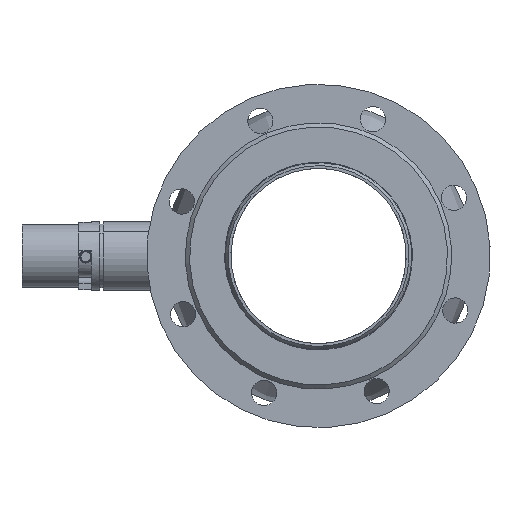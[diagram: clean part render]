
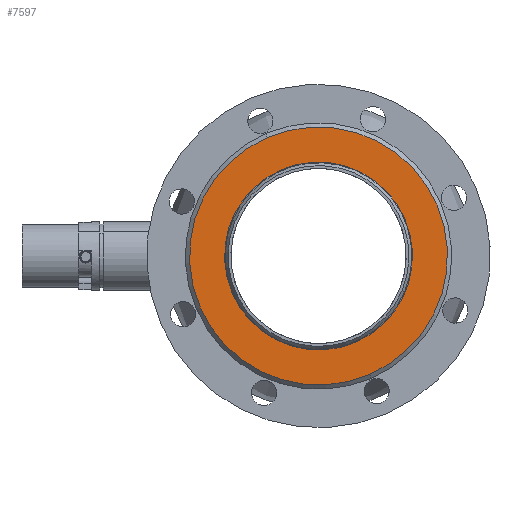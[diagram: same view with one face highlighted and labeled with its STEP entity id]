
A CAD part, left-side view. The second image highlights one B-rep face of the part: STEP entity #7597.
In plain terms, the highlighted face is planar.
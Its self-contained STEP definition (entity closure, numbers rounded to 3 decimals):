
#496 = VERTEX_POINT ( 'NONE', #2566 ) ;
#566 = AXIS2_PLACEMENT_3D ( 'NONE', #6097, #3041, #7626 ) ;
#706 = DIRECTION ( 'NONE',  ( 0., 0., 1. ) ) ;
#873 = CIRCLE ( 'NONE', #2155, 67. ) ;
#902 = EDGE_CURVE ( 'NONE', #6055, #7001, #4666, .T. ) ;
#1481 = EDGE_LOOP ( 'NONE', ( #4115, #6449 ) ) ;
#2099 = FACE_BOUND ( 'NONE', #1481, .T. ) ;
#2155 = AXIS2_PLACEMENT_3D ( 'NONE', #6153, #2402, #5413 ) ;
#2197 = CARTESIAN_POINT ( 'NONE',  ( 0., 0., 28. ) ) ;
#2402 = DIRECTION ( 'NONE',  ( 0., 0., 1. ) ) ;
#2506 = EDGE_LOOP ( 'NONE', ( #6064, #6568 ) ) ;
#2566 = CARTESIAN_POINT ( 'NONE',  ( 92., 0., 28. ) ) ;
#2631 = CARTESIAN_POINT ( 'NONE',  ( -92., 0., 28. ) ) ;
#2991 = CARTESIAN_POINT ( 'NONE',  ( 0., 0., 28. ) ) ;
#3022 = VERTEX_POINT ( 'NONE', #2631 ) ;
#3041 = DIRECTION ( 'NONE',  ( 0., 0., 1. ) ) ;
#3724 = DIRECTION ( 'NONE',  ( 1., 0., 0. ) ) ;
#3732 = AXIS2_PLACEMENT_3D ( 'NONE', #2991, #7282, #4427 ) ;
#3864 = DIRECTION ( 'NONE',  ( 0., 0., 1. ) ) ;
#4115 = ORIENTED_EDGE ( 'NONE', *, *, #902, .F. ) ;
#4374 = PLANE ( 'NONE',  #3732 ) ;
#4427 = DIRECTION ( 'NONE',  ( 1., 0., 0. ) ) ;
#4666 = CIRCLE ( 'NONE', #5939, 67. ) ;
#4816 = CIRCLE ( 'NONE', #566, 92. ) ;
#5255 = CARTESIAN_POINT ( 'NONE',  ( 0., 0., 28. ) ) ;
#5413 = DIRECTION ( 'NONE',  ( 1., 0., 0. ) ) ;
#5939 = AXIS2_PLACEMENT_3D ( 'NONE', #5255, #706, #3724 ) ;
#5971 = CARTESIAN_POINT ( 'NONE',  ( 67., 0., 28. ) ) ;
#6055 = VERTEX_POINT ( 'NONE', #9713 ) ;
#6064 = ORIENTED_EDGE ( 'NONE', *, *, #7864, .T. ) ;
#6097 = CARTESIAN_POINT ( 'NONE',  ( 0., 0., 28. ) ) ;
#6153 = CARTESIAN_POINT ( 'NONE',  ( 0., 0., 28. ) ) ;
#6449 = ORIENTED_EDGE ( 'NONE', *, *, #7928, .F. ) ;
#6556 = CIRCLE ( 'NONE', #9094, 92. ) ;
#6568 = ORIENTED_EDGE ( 'NONE', *, *, #8263, .T. ) ;
#7001 = VERTEX_POINT ( 'NONE', #5971 ) ;
#7282 = DIRECTION ( 'NONE',  ( 0., 0., 1. ) ) ;
#7597 = ADVANCED_FACE ( 'NONE', ( #9755, #2099 ), #4374, .T. ) ;
#7626 = DIRECTION ( 'NONE',  ( 1., 0., 0. ) ) ;
#7864 = EDGE_CURVE ( 'NONE', #3022, #496, #4816, .T. ) ;
#7928 = EDGE_CURVE ( 'NONE', #7001, #6055, #873, .T. ) ;
#8263 = EDGE_CURVE ( 'NONE', #496, #3022, #6556, .T. ) ;
#8368 = DIRECTION ( 'NONE',  ( 1., 0., 0. ) ) ;
#9094 = AXIS2_PLACEMENT_3D ( 'NONE', #2197, #3864, #8368 ) ;
#9713 = CARTESIAN_POINT ( 'NONE',  ( -67., 0., 28. ) ) ;
#9755 = FACE_OUTER_BOUND ( 'NONE', #2506, .T. ) ;
